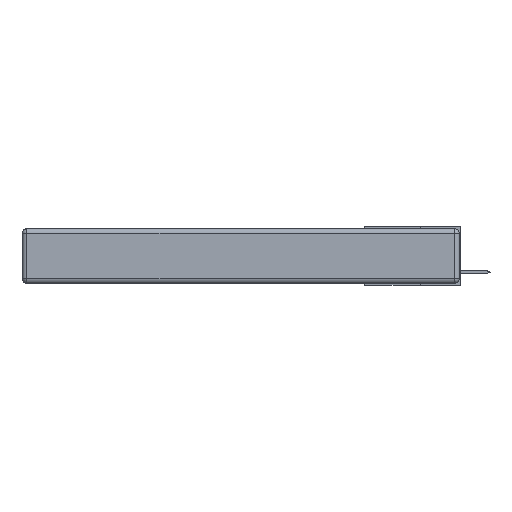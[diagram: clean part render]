
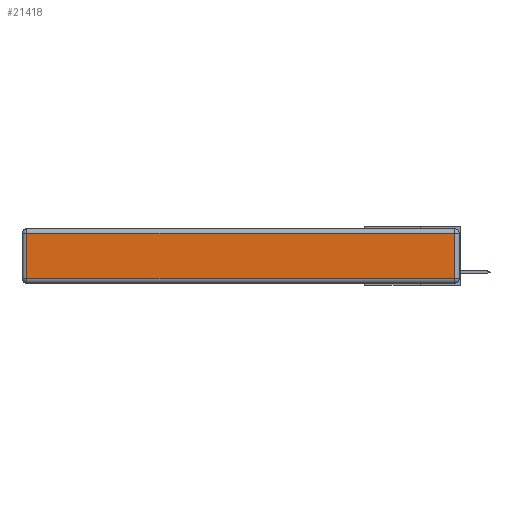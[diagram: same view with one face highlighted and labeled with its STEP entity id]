
A CAD part, left-side view. The second image highlights one B-rep face of the part: STEP entity #21418.
In plain terms, the highlighted planar face has unit normal (-1, 0, 0).
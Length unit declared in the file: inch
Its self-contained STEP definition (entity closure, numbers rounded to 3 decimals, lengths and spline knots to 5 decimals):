
#130 = VECTOR ( 'NONE', #3220, 39.37008 ) ;
#772 = DIRECTION ( 'NONE',  ( 0., 1., 0. ) ) ;
#1066 = CARTESIAN_POINT ( 'NONE',  ( 0., 0., -0.343 ) ) ;
#1499 = AXIS2_PLACEMENT_3D ( 'NONE', #1066, #11106, #2771 ) ;
#1786 = CARTESIAN_POINT ( 'NONE',  ( 0., 0.03, -0.343 ) ) ;
#2771 = DIRECTION ( 'NONE',  ( 0., 0., 1. ) ) ;
#3088 = EDGE_LOOP ( 'NONE', ( #18111, #4969, #14586, #16700 ) ) ;
#3160 = VECTOR ( 'NONE', #13690, 39.37008 ) ;
#3220 = DIRECTION ( 'NONE',  ( 0., 0., 1. ) ) ;
#3298 = CARTESIAN_POINT ( 'NONE',  ( 0., 2.72, -0.313 ) ) ;
#3408 = EDGE_CURVE ( 'NONE', #7059, #9168, #11019, .T. ) ;
#3929 = CARTESIAN_POINT ( 'NONE',  ( 0., 0., -0.313 ) ) ;
#4797 = VECTOR ( 'NONE', #772, 39.37008 ) ;
#4969 = ORIENTED_EDGE ( 'NONE', *, *, #19699, .T. ) ;
#5933 = CARTESIAN_POINT ( 'NONE',  ( 0., 2.75, -0.03 ) ) ;
#6875 = DIRECTION ( 'NONE',  ( 0., 0., -1. ) ) ;
#7059 = VERTEX_POINT ( 'NONE', #3298 ) ;
#7831 = VERTEX_POINT ( 'NONE', #19200 ) ;
#8780 = VECTOR ( 'NONE', #6875, 39.37008 ) ;
#9100 = EDGE_CURVE ( 'NONE', #14229, #7831, #15843, .T. ) ;
#9168 = VERTEX_POINT ( 'NONE', #9714 ) ;
#9439 = PLANE ( 'NONE',  #1499 ) ;
#9714 = CARTESIAN_POINT ( 'NONE',  ( 0., 0.03, -0.313 ) ) ;
#11001 = CARTESIAN_POINT ( 'NONE',  ( 0., 0.03, -0.03 ) ) ;
#11019 = LINE ( 'NONE', #3929, #3160 ) ;
#11106 = DIRECTION ( 'NONE',  ( -1., 0., 0. ) ) ;
#13211 = LINE ( 'NONE', #15015, #8780 ) ;
#13553 = LINE ( 'NONE', #1786, #130 ) ;
#13690 = DIRECTION ( 'NONE',  ( 0., -1., 0. ) ) ;
#14055 = EDGE_CURVE ( 'NONE', #7831, #7059, #13211, .T. ) ;
#14229 = VERTEX_POINT ( 'NONE', #11001 ) ;
#14432 = FACE_OUTER_BOUND ( 'NONE', #3088, .T. ) ;
#14586 = ORIENTED_EDGE ( 'NONE', *, *, #9100, .T. ) ;
#15015 = CARTESIAN_POINT ( 'NONE',  ( 0., 2.72, -0.343 ) ) ;
#15843 = LINE ( 'NONE', #5933, #4797 ) ;
#16700 = ORIENTED_EDGE ( 'NONE', *, *, #14055, .T. ) ;
#18111 = ORIENTED_EDGE ( 'NONE', *, *, #3408, .T. ) ;
#19200 = CARTESIAN_POINT ( 'NONE',  ( 0., 2.72, -0.03 ) ) ;
#19699 = EDGE_CURVE ( 'NONE', #9168, #14229, #13553, .T. ) ;
#21418 = ADVANCED_FACE ( 'NONE', ( #14432 ), #9439, .T. ) ;
